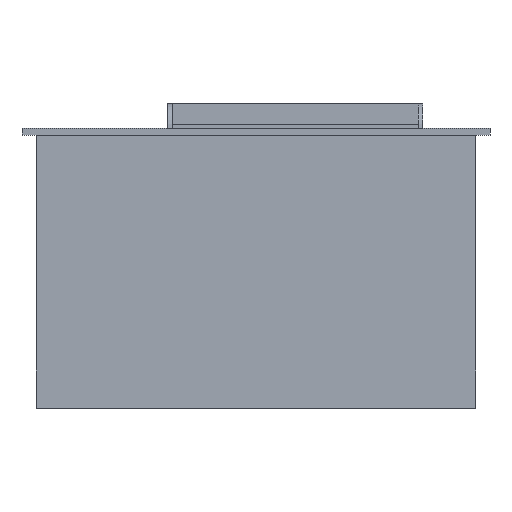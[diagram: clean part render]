
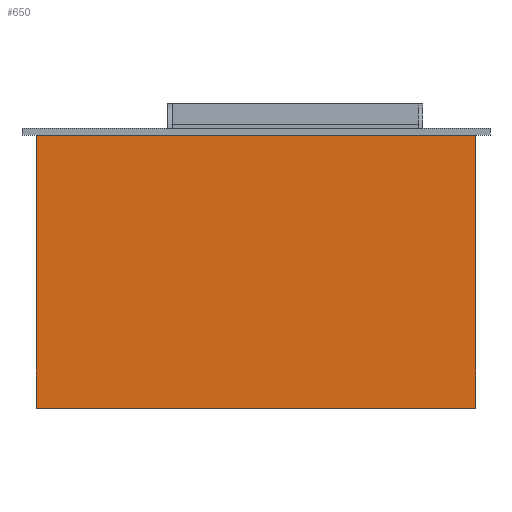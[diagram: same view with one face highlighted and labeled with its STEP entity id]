
A CAD part, front view. The second image highlights one B-rep face of the part: STEP entity #650.
In plain terms, the highlighted planar face has unit normal (0, -1, 0).
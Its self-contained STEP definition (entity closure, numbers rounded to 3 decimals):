
#60=FACE_OUTER_BOUND('',#101,.T.);
#101=EDGE_LOOP('',(#488,#489,#490,#491));
#153=LINE('',#995,#233);
#161=LINE('',#1010,#241);
#162=LINE('',#1012,#242);
#163=LINE('',#1013,#243);
#233=VECTOR('',#812,10.);
#241=VECTOR('',#824,10.);
#242=VECTOR('',#827,10.);
#243=VECTOR('',#828,10.);
#304=VERTEX_POINT('',#991);
#306=VERTEX_POINT('',#994);
#310=VERTEX_POINT('',#1006);
#311=VERTEX_POINT('',#1008);
#369=EDGE_CURVE('',#304,#306,#153,.T.);
#377=EDGE_CURVE('',#310,#311,#161,.T.);
#378=EDGE_CURVE('',#310,#304,#162,.T.);
#379=EDGE_CURVE('',#306,#311,#163,.T.);
#488=ORIENTED_EDGE('',*,*,#378,.F.);
#489=ORIENTED_EDGE('',*,*,#377,.T.);
#490=ORIENTED_EDGE('',*,*,#379,.F.);
#491=ORIENTED_EDGE('',*,*,#369,.F.);
#611=PLANE('',#723);
#650=ADVANCED_FACE('',(#60),#611,.T.);
#723=AXIS2_PLACEMENT_3D('',#1011,#825,#826);
#812=DIRECTION('',(0.,0.,-1.));
#824=DIRECTION('',(0.,0.,-1.));
#825=DIRECTION('center_axis',(0.,-1.,0.));
#826=DIRECTION('ref_axis',(-1.,0.,0.));
#827=DIRECTION('',(1.,0.,0.));
#828=DIRECTION('',(-1.,0.,0.));
#991=CARTESIAN_POINT('',(1565.,15.,0.));
#994=CARTESIAN_POINT('',(1565.,15.,-942.));
#995=CARTESIAN_POINT('',(1565.,15.,0.));
#1006=CARTESIAN_POINT('',(50.,15.,0.));
#1008=CARTESIAN_POINT('',(50.,15.,-942.));
#1010=CARTESIAN_POINT('',(50.,15.,0.));
#1011=CARTESIAN_POINT('Origin',(1565.,15.,0.));
#1012=CARTESIAN_POINT('',(1186.25,15.,0.));
#1013=CARTESIAN_POINT('',(1565.,15.,-942.));
